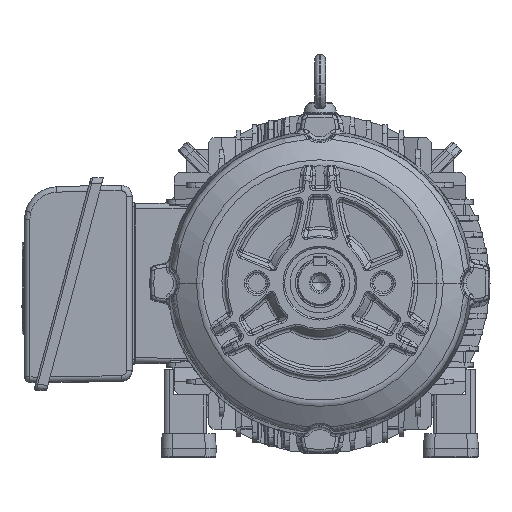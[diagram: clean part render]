
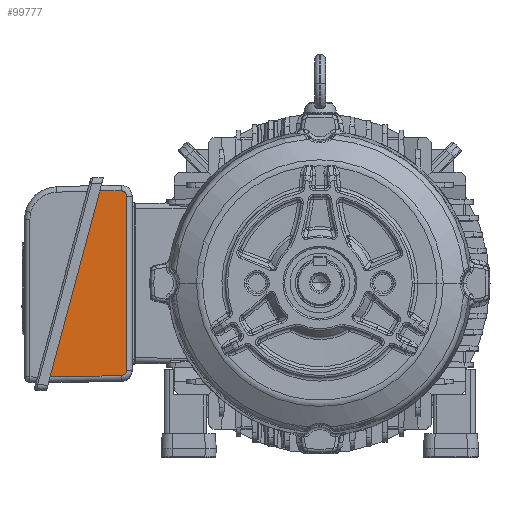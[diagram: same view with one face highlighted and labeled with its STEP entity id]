
A CAD part, top view. The second image highlights one B-rep face of the part: STEP entity #99777.
In plain terms, the highlighted face is planar.
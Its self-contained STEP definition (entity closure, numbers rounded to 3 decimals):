
#8992 = DIRECTION ( 'NONE',  ( 0.017, 0., -1. ) ) ;
#9565 = VECTOR ( 'NONE', #87824, 1000. ) ;
#13447 = VERTEX_POINT ( 'NONE', #94831 ) ;
#14120 = ORIENTED_EDGE ( 'NONE', *, *, #28346, .T. ) ;
#14359 = CARTESIAN_POINT ( 'NONE',  ( 87.189, 85.916, 53.818 ) ) ;
#16207 = VERTEX_POINT ( 'NONE', #37400 ) ;
#20218 = EDGE_CURVE ( 'NONE', #13447, #24074, #48726, .T. ) ;
#23151 = EDGE_CURVE ( 'NONE', #130182, #124699, #97001, .T. ) ;
#24074 = VERTEX_POINT ( 'NONE', #109892 ) ;
#26854 = ORIENTED_EDGE ( 'NONE', *, *, #94682, .T. ) ;
#28346 = EDGE_CURVE ( 'NONE', #16207, #13447, #71896, .T. ) ;
#28726 = DIRECTION ( 'NONE',  ( 1., 0.005, 0.017 ) ) ;
#30971 = CARTESIAN_POINT ( 'NONE',  ( 88.658, -85.15, 12.497 ) ) ;
#37400 = CARTESIAN_POINT ( 'NONE',  ( 88.719, -80.15, 7.584 ) ) ;
#38956 = EDGE_CURVE ( 'NONE', #126019, #16207, #50431, .T. ) ;
#42289 = CARTESIAN_POINT ( 'NONE',  ( 87.5, -86.355, 81.523 ) ) ;
#46029 = CARTESIAN_POINT ( 'NONE',  ( 87.994, 80.196, 7.584 ) ) ;
#48726 =( BOUNDED_CURVE ( )  B_SPLINE_CURVE ( 3, ( #46029, #99111, #120183, #130396 ),
 .UNSPECIFIED., .F., .T. ) 
 B_SPLINE_CURVE_WITH_KNOTS ( ( 4, 4 ),
 ( 3.403, 4.957 ),
 .UNSPECIFIED. ) 
 CURVE ( )  GEOMETRIC_REPRESENTATION_ITEM ( )  RATIONAL_B_SPLINE_CURVE ( ( 1., 0.809, 0.809, 1. ) ) 
 REPRESENTATION_ITEM ( '' )  );
#50431 =( BOUNDED_CURVE ( )  B_SPLINE_CURVE ( 3, ( #30971, #83364, #82018, #90873 ),
 .UNSPECIFIED., .F., .T. ) 
 B_SPLINE_CURVE_WITH_KNOTS ( ( 4, 4 ),
 ( 1.85, 3.403 ),
 .UNSPECIFIED. ) 
 CURVE ( )  GEOMETRIC_REPRESENTATION_ITEM ( )  RATIONAL_B_SPLINE_CURVE ( ( 1., 0.809, 0.809, 1. ) ) 
 REPRESENTATION_ITEM ( '' )  );
#51691 = VECTOR ( 'NONE', #129561, 1000. ) ;
#59712 = VECTOR ( 'NONE', #77920, 1000. ) ;
#71896 = LINE ( 'NONE', #101847, #130284 ) ;
#77920 = DIRECTION ( 'NONE',  ( 0., 0.966, -0.259 ) ) ;
#79898 = ORIENTED_EDGE ( 'NONE', *, *, #23151, .F. ) ;
#80421 = PLANE ( 'NONE',  #88513 ) ;
#82018 = CARTESIAN_POINT ( 'NONE',  ( 88.732, -83.039, 7.584 ) ) ;
#82437 = FACE_OUTER_BOUND ( 'NONE', #117149, .T. ) ;
#83364 = CARTESIAN_POINT ( 'NONE',  ( 88.707, -85.099, 9.609 ) ) ;
#87824 = DIRECTION ( 'NONE',  ( -0.017, 0.017, 1. ) ) ;
#88513 = AXIS2_PLACEMENT_3D ( 'NONE', #112385, #28726, #8992 ) ;
#90873 = CARTESIAN_POINT ( 'NONE',  ( 88.719, -80.15, 7.584 ) ) ;
#94682 = EDGE_CURVE ( 'NONE', #24074, #124699, #104192, .T. ) ;
#94831 = CARTESIAN_POINT ( 'NONE',  ( 87.994, 80.196, 7.584 ) ) ;
#95509 = DIRECTION ( 'NONE',  ( -0.005, 1., 0. ) ) ;
#97001 = LINE ( 'NONE', #98335, #59712 ) ;
#97133 = CARTESIAN_POINT ( 'NONE',  ( 88.658, -85.15, 12.497 ) ) ;
#98335 = CARTESIAN_POINT ( 'NONE',  ( 87.5, 12.221, 55.11 ) ) ;
#99111 = CARTESIAN_POINT ( 'NONE',  ( 87.981, 83.084, 7.584 ) ) ;
#99777 = ADVANCED_FACE ( 'NONE', ( #82437 ), #80421, .T. ) ;
#101413 = ORIENTED_EDGE ( 'NONE', *, *, #20218, .T. ) ;
#101847 = CARTESIAN_POINT ( 'NONE',  ( 87.994, 80.173, 7.584 ) ) ;
#104192 = LINE ( 'NONE', #14359, #9565 ) ;
#106462 = CARTESIAN_POINT ( 'NONE',  ( 88.66, -85.148, 12.413 ) ) ;
#107132 = LINE ( 'NONE', #106462, #51691 ) ;
#109479 = EDGE_CURVE ( 'NONE', #130182, #126019, #107132, .T. ) ;
#109892 = CARTESIAN_POINT ( 'NONE',  ( 87.889, 85.195, 12.497 ) ) ;
#111637 = CARTESIAN_POINT ( 'NONE',  ( 87.5, 85.595, 35.449 ) ) ;
#112385 = CARTESIAN_POINT ( 'NONE',  ( 87.5, 12.221, 55.11 ) ) ;
#117149 = EDGE_LOOP ( 'NONE', ( #79898, #124177, #127410, #14120, #101413, #26854 ) ) ;
#120183 = CARTESIAN_POINT ( 'NONE',  ( 87.938, 85.144, 9.609 ) ) ;
#124177 = ORIENTED_EDGE ( 'NONE', *, *, #109479, .T. ) ;
#124699 = VERTEX_POINT ( 'NONE', #111637 ) ;
#126019 = VERTEX_POINT ( 'NONE', #97133 ) ;
#127410 = ORIENTED_EDGE ( 'NONE', *, *, #38956, .T. ) ;
#129561 = DIRECTION ( 'NONE',  ( 0.017, 0.017, -1. ) ) ;
#130182 = VERTEX_POINT ( 'NONE', #42289 ) ;
#130284 = VECTOR ( 'NONE', #95509, 1000. ) ;
#130396 = CARTESIAN_POINT ( 'NONE',  ( 87.889, 85.195, 12.497 ) ) ;
